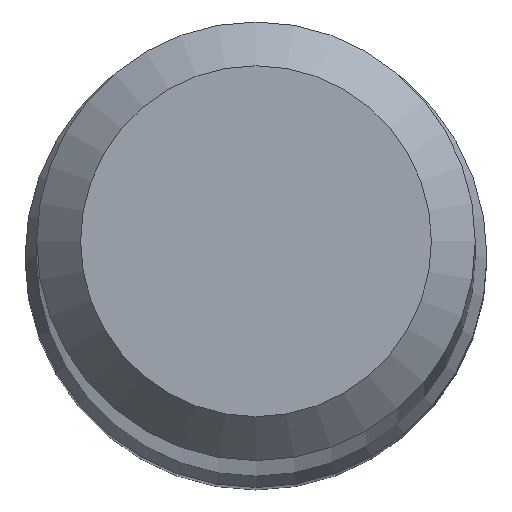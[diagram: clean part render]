
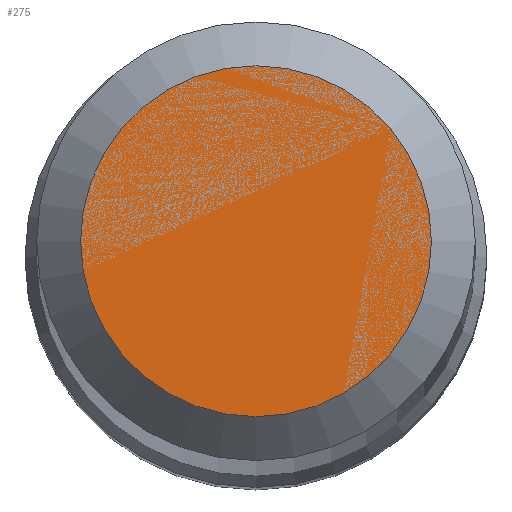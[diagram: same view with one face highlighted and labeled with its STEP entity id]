
A CAD part, top view. The second image highlights one B-rep face of the part: STEP entity #275.
In plain terms, the highlighted planar face has unit normal (0, 0, 1).
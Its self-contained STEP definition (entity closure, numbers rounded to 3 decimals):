
#23 = DIRECTION ( 'NONE',  ( 0., 0., -1. ) ) ;
#66 = CIRCLE ( 'NONE', #183, 1.2 ) ;
#82 = DIRECTION ( 'NONE',  ( 0., 1., 0. ) ) ;
#138 = CARTESIAN_POINT ( 'NONE',  ( 0., 1.2, 70. ) ) ;
#139 = AXIS2_PLACEMENT_3D ( 'NONE', #296, #224, #248 ) ;
#183 = AXIS2_PLACEMENT_3D ( 'NONE', #271, #23, #82 ) ;
#195 = FACE_OUTER_BOUND ( 'NONE', #240, .T. ) ;
#209 = ORIENTED_EDGE ( 'NONE', *, *, #264, .F. ) ;
#224 = DIRECTION ( 'NONE',  ( 0., 0., -1. ) ) ;
#240 = EDGE_LOOP ( 'NONE', ( #209 ) ) ;
#248 = DIRECTION ( 'NONE',  ( 0., 1., 0. ) ) ;
#258 = VERTEX_POINT ( 'NONE', #138 ) ;
#264 = EDGE_CURVE ( 'NONE', #258, #258, #66, .T. ) ;
#269 = PLANE ( 'NONE',  #139 ) ;
#271 = CARTESIAN_POINT ( 'NONE',  ( 0., 0., 70. ) ) ;
#275 = ADVANCED_FACE ( 'NONE', ( #195 ), #269, .F. ) ;
#296 = CARTESIAN_POINT ( 'NONE',  ( 0., 0., 70. ) ) ;
